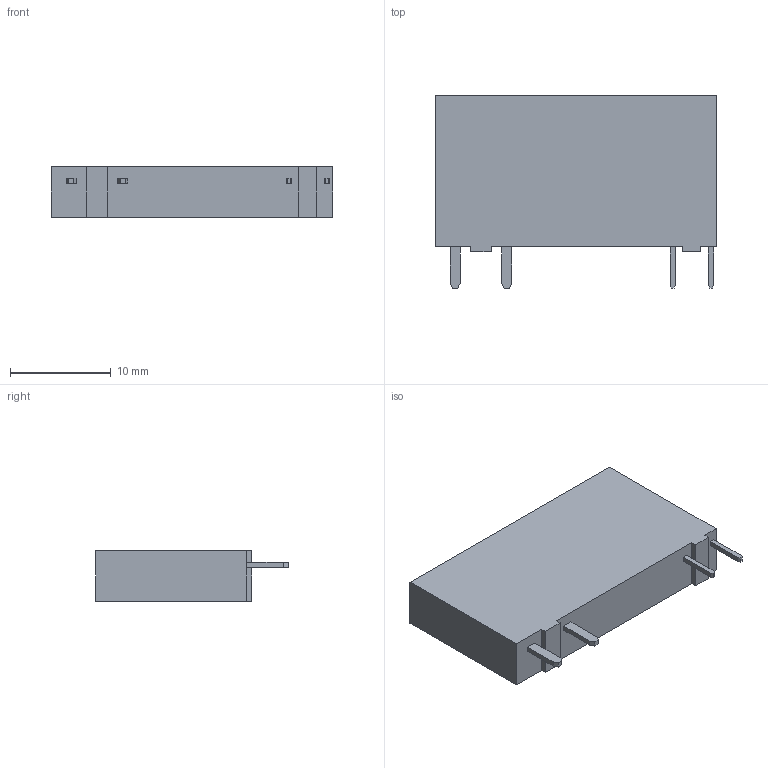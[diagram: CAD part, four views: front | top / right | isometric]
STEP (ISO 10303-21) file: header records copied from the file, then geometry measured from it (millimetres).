
FILE_DESCRIPTION((''),'2;1');
FILE_NAME('RSR30.stp','2015-07-13T16:24:14',('CAD Station'),(''),'Autodesk Inventor 2013','Autodesk Inventor 2013','');
FILE_SCHEMA(('CONFIG_CONTROL_DESIGN'));
Length unit declared in the file: millimetre
Products named in the file (1): RSR30
Bounding box: 28 x 19.1 x 5 mm (x, y, z)
Volume: 2115.7 mm3; surface area: 1323.7 mm2
Topology: 1 solids, 1 shells, 43 faces, 111 edges, 74 vertices
Faces by surface type: plane 43
Entity records: 1339 total; most frequent: CARTESIAN_POINT 229, ORIENTED_EDGE 222, DIRECTION 199, VECTOR 111, LINE 111, EDGE_CURVE 111, VERTEX_POINT 74, EDGE_LOOP 47
